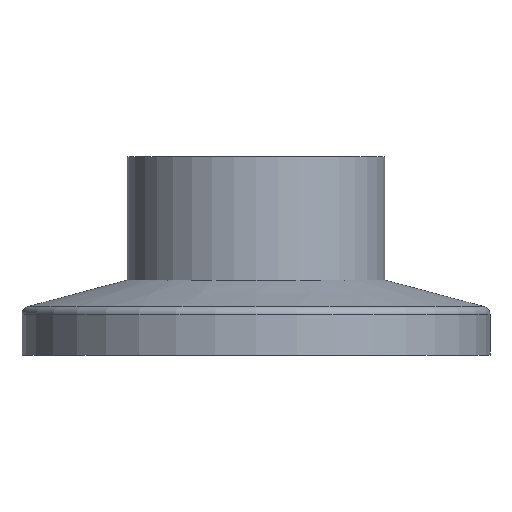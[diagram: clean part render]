
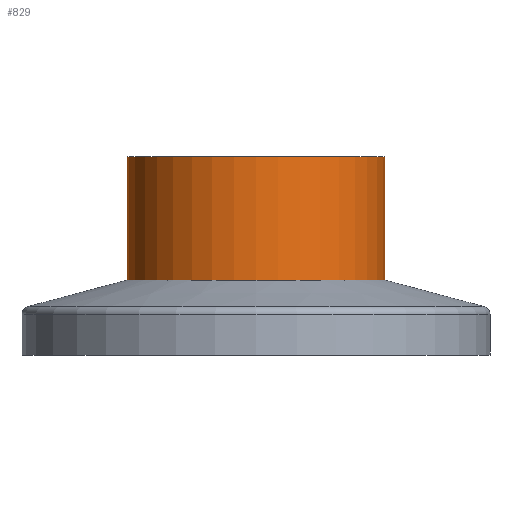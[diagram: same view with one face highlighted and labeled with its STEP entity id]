
A CAD part, front view. The second image highlights one B-rep face of the part: STEP entity #829.
In plain terms, the highlighted cylindrical face has radius 8.25 mm (diameter 16.5 mm), a full revolution.
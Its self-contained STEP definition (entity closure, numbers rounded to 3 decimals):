
#162 = CONICAL_SURFACE('',#163,15.,1.309);
#163 = AXIS2_PLACEMENT_3D('',#164,#165,#166);
#164 = CARTESIAN_POINT('',(0.,0.,3.));
#165 = DIRECTION('',(0.,0.,-1.));
#166 = DIRECTION('',(-1.,0.,0.));
#200 = EDGE_CURVE('',#201,#201,#203,.T.);
#201 = VERTEX_POINT('',#202);
#202 = CARTESIAN_POINT('',(8.25,0.,4.809));
#203 = SURFACE_CURVE('',#204,(#209,#238),.PCURVE_S1.);
#204 = CIRCLE('',#205,8.25);
#205 = AXIS2_PLACEMENT_3D('',#206,#207,#208);
#206 = CARTESIAN_POINT('',(0.,0.,4.809));
#207 = DIRECTION('',(0.,0.,1.));
#208 = DIRECTION('',(-1.,0.,0.));
#209 = PCURVE('',#162,#210);
#210 = DEFINITIONAL_REPRESENTATION('',(#211),#237);
#211 = B_SPLINE_CURVE_WITH_KNOTS('',3,(#212,#213,#214,#215,#216,#217,
    #218,#219,#220,#221,#222,#223,#224,#225,#226,#227,#228,#229,#230,
    #231,#232,#233,#234,#235,#236),.UNSPECIFIED.,.F.,.F.,(4,1,1,1,1,1,1,
    1,1,1,1,1,1,1,1,1,1,1,1,1,1,1,4),(3.142,3.427,
    3.713,3.998,4.284,4.57,
    4.855,5.141,5.426,5.712,
    5.998,6.283,6.569,6.854,
    7.14,7.426,7.711,7.997,
    8.282,8.568,8.854,9.139,
    9.425),.QUASI_UNIFORM_KNOTS.);
#212 = CARTESIAN_POINT('',(9.425,-1.809));
#213 = CARTESIAN_POINT('',(9.33,-1.809));
#214 = CARTESIAN_POINT('',(9.139,-1.809));
#215 = CARTESIAN_POINT('',(8.854,-1.809));
#216 = CARTESIAN_POINT('',(8.568,-1.809));
#217 = CARTESIAN_POINT('',(8.282,-1.809));
#218 = CARTESIAN_POINT('',(7.997,-1.809));
#219 = CARTESIAN_POINT('',(7.711,-1.809));
#220 = CARTESIAN_POINT('',(7.426,-1.809));
#221 = CARTESIAN_POINT('',(7.14,-1.809));
#222 = CARTESIAN_POINT('',(6.854,-1.809));
#223 = CARTESIAN_POINT('',(6.569,-1.809));
#224 = CARTESIAN_POINT('',(6.283,-1.809));
#225 = CARTESIAN_POINT('',(5.998,-1.809));
#226 = CARTESIAN_POINT('',(5.712,-1.809));
#227 = CARTESIAN_POINT('',(5.426,-1.809));
#228 = CARTESIAN_POINT('',(5.141,-1.809));
#229 = CARTESIAN_POINT('',(4.855,-1.809));
#230 = CARTESIAN_POINT('',(4.57,-1.809));
#231 = CARTESIAN_POINT('',(4.284,-1.809));
#232 = CARTESIAN_POINT('',(3.998,-1.809));
#233 = CARTESIAN_POINT('',(3.713,-1.809));
#234 = CARTESIAN_POINT('',(3.427,-1.809));
#235 = CARTESIAN_POINT('',(3.237,-1.809));
#236 = CARTESIAN_POINT('',(3.142,-1.809));
#237 = ( GEOMETRIC_REPRESENTATION_CONTEXT(2) 
PARAMETRIC_REPRESENTATION_CONTEXT() REPRESENTATION_CONTEXT('2D SPACE',''
  ) );
#238 = PCURVE('',#239,#244);
#239 = CYLINDRICAL_SURFACE('',#240,8.25);
#240 = AXIS2_PLACEMENT_3D('',#241,#242,#243);
#241 = CARTESIAN_POINT('',(0.,0.,3.));
#242 = DIRECTION('',(0.,0.,1.));
#243 = DIRECTION('',(-1.,0.,0.));
#244 = DEFINITIONAL_REPRESENTATION('',(#245),#271);
#245 = B_SPLINE_CURVE_WITH_KNOTS('',3,(#246,#247,#248,#249,#250,#251,
    #252,#253,#254,#255,#256,#257,#258,#259,#260,#261,#262,#263,#264,
    #265,#266,#267,#268,#269,#270),.UNSPECIFIED.,.F.,.F.,(4,1,1,1,1,1,1,
    1,1,1,1,1,1,1,1,1,1,1,1,1,1,1,4),(3.142,3.427,
    3.713,3.998,4.284,4.57,
    4.855,5.141,5.426,5.712,
    5.998,6.283,6.569,6.854,
    7.14,7.426,7.711,7.997,
    8.282,8.568,8.854,9.139,
    9.425),.QUASI_UNIFORM_KNOTS.);
#246 = CARTESIAN_POINT('',(3.142,1.809));
#247 = CARTESIAN_POINT('',(3.237,1.809));
#248 = CARTESIAN_POINT('',(3.427,1.809));
#249 = CARTESIAN_POINT('',(3.713,1.809));
#250 = CARTESIAN_POINT('',(3.998,1.809));
#251 = CARTESIAN_POINT('',(4.284,1.809));
#252 = CARTESIAN_POINT('',(4.57,1.809));
#253 = CARTESIAN_POINT('',(4.855,1.809));
#254 = CARTESIAN_POINT('',(5.141,1.809));
#255 = CARTESIAN_POINT('',(5.426,1.809));
#256 = CARTESIAN_POINT('',(5.712,1.809));
#257 = CARTESIAN_POINT('',(5.998,1.809));
#258 = CARTESIAN_POINT('',(6.283,1.809));
#259 = CARTESIAN_POINT('',(6.569,1.809));
#260 = CARTESIAN_POINT('',(6.854,1.809));
#261 = CARTESIAN_POINT('',(7.14,1.809));
#262 = CARTESIAN_POINT('',(7.426,1.809));
#263 = CARTESIAN_POINT('',(7.711,1.809));
#264 = CARTESIAN_POINT('',(7.997,1.809));
#265 = CARTESIAN_POINT('',(8.282,1.809));
#266 = CARTESIAN_POINT('',(8.568,1.809));
#267 = CARTESIAN_POINT('',(8.854,1.809));
#268 = CARTESIAN_POINT('',(9.139,1.809));
#269 = CARTESIAN_POINT('',(9.33,1.809));
#270 = CARTESIAN_POINT('',(9.425,1.809));
#271 = ( GEOMETRIC_REPRESENTATION_CONTEXT(2) 
PARAMETRIC_REPRESENTATION_CONTEXT() REPRESENTATION_CONTEXT('2D SPACE',''
  ) );
#611 = PLANE('',#612);
#612 = AXIS2_PLACEMENT_3D('',#613,#614,#615);
#613 = CARTESIAN_POINT('',(0.,0.,12.7));
#614 = DIRECTION('',(0.,0.,1.));
#615 = DIRECTION('',(1.,0.,0.));
#829 = ADVANCED_FACE('',(#830),#239,.T.);
#830 = FACE_BOUND('',#831,.T.);
#831 = EDGE_LOOP('',(#832,#833,#855,#899));
#832 = ORIENTED_EDGE('',*,*,#200,.T.);
#833 = ORIENTED_EDGE('',*,*,#834,.T.);
#834 = EDGE_CURVE('',#201,#835,#837,.T.);
#835 = VERTEX_POINT('',#836);
#836 = CARTESIAN_POINT('',(8.25,0.,12.7));
#837 = SEAM_CURVE('',#838,(#841,#848),.PCURVE_S1.);
#838 = B_SPLINE_CURVE_WITH_KNOTS('',1,(#839,#840),.UNSPECIFIED.,.F.,.F.,
  (2,2),(1.809,9.7),.PIECEWISE_BEZIER_KNOTS.);
#839 = CARTESIAN_POINT('',(8.25,0.,4.809));
#840 = CARTESIAN_POINT('',(8.25,0.,12.7));
#841 = PCURVE('',#239,#842);
#842 = DEFINITIONAL_REPRESENTATION('',(#843),#847);
#843 = LINE('',#844,#845);
#844 = CARTESIAN_POINT('',(9.425,0.));
#845 = VECTOR('',#846,1.);
#846 = DIRECTION('',(0.,1.));
#847 = ( GEOMETRIC_REPRESENTATION_CONTEXT(2) 
PARAMETRIC_REPRESENTATION_CONTEXT() REPRESENTATION_CONTEXT('2D SPACE',''
  ) );
#848 = PCURVE('',#239,#849);
#849 = DEFINITIONAL_REPRESENTATION('',(#850),#854);
#850 = LINE('',#851,#852);
#851 = CARTESIAN_POINT('',(3.142,0.));
#852 = VECTOR('',#853,1.);
#853 = DIRECTION('',(0.,1.));
#854 = ( GEOMETRIC_REPRESENTATION_CONTEXT(2) 
PARAMETRIC_REPRESENTATION_CONTEXT() REPRESENTATION_CONTEXT('2D SPACE',''
  ) );
#855 = ORIENTED_EDGE('',*,*,#856,.F.);
#856 = EDGE_CURVE('',#835,#835,#857,.T.);
#857 = SURFACE_CURVE('',#858,(#863,#892),.PCURVE_S1.);
#858 = CIRCLE('',#859,8.25);
#859 = AXIS2_PLACEMENT_3D('',#860,#861,#862);
#860 = CARTESIAN_POINT('',(0.,0.,12.7));
#861 = DIRECTION('',(0.,0.,1.));
#862 = DIRECTION('',(-1.,0.,0.));
#863 = PCURVE('',#239,#864);
#864 = DEFINITIONAL_REPRESENTATION('',(#865),#891);
#865 = B_SPLINE_CURVE_WITH_KNOTS('',3,(#866,#867,#868,#869,#870,#871,
    #872,#873,#874,#875,#876,#877,#878,#879,#880,#881,#882,#883,#884,
    #885,#886,#887,#888,#889,#890),.UNSPECIFIED.,.F.,.F.,(4,1,1,1,1,1,1,
    1,1,1,1,1,1,1,1,1,1,1,1,1,1,1,4),(3.142,3.427,
    3.713,3.998,4.284,4.57,
    4.855,5.141,5.426,5.712,
    5.998,6.283,6.569,6.854,
    7.14,7.426,7.711,7.997,
    8.282,8.568,8.854,9.139,
    9.425),.QUASI_UNIFORM_KNOTS.);
#866 = CARTESIAN_POINT('',(3.142,9.7));
#867 = CARTESIAN_POINT('',(3.237,9.7));
#868 = CARTESIAN_POINT('',(3.427,9.7));
#869 = CARTESIAN_POINT('',(3.713,9.7));
#870 = CARTESIAN_POINT('',(3.998,9.7));
#871 = CARTESIAN_POINT('',(4.284,9.7));
#872 = CARTESIAN_POINT('',(4.57,9.7));
#873 = CARTESIAN_POINT('',(4.855,9.7));
#874 = CARTESIAN_POINT('',(5.141,9.7));
#875 = CARTESIAN_POINT('',(5.426,9.7));
#876 = CARTESIAN_POINT('',(5.712,9.7));
#877 = CARTESIAN_POINT('',(5.998,9.7));
#878 = CARTESIAN_POINT('',(6.283,9.7));
#879 = CARTESIAN_POINT('',(6.569,9.7));
#880 = CARTESIAN_POINT('',(6.854,9.7));
#881 = CARTESIAN_POINT('',(7.14,9.7));
#882 = CARTESIAN_POINT('',(7.426,9.7));
#883 = CARTESIAN_POINT('',(7.711,9.7));
#884 = CARTESIAN_POINT('',(7.997,9.7));
#885 = CARTESIAN_POINT('',(8.282,9.7));
#886 = CARTESIAN_POINT('',(8.568,9.7));
#887 = CARTESIAN_POINT('',(8.854,9.7));
#888 = CARTESIAN_POINT('',(9.139,9.7));
#889 = CARTESIAN_POINT('',(9.33,9.7));
#890 = CARTESIAN_POINT('',(9.425,9.7));
#891 = ( GEOMETRIC_REPRESENTATION_CONTEXT(2) 
PARAMETRIC_REPRESENTATION_CONTEXT() REPRESENTATION_CONTEXT('2D SPACE',''
  ) );
#892 = PCURVE('',#611,#893);
#893 = DEFINITIONAL_REPRESENTATION('',(#894),#898);
#894 = CIRCLE('',#895,8.25);
#895 = AXIS2_PLACEMENT_2D('',#896,#897);
#896 = CARTESIAN_POINT('',(0.,0.));
#897 = DIRECTION('',(-1.,0.));
#898 = ( GEOMETRIC_REPRESENTATION_CONTEXT(2) 
PARAMETRIC_REPRESENTATION_CONTEXT() REPRESENTATION_CONTEXT('2D SPACE',''
  ) );
#899 = ORIENTED_EDGE('',*,*,#834,.F.);
